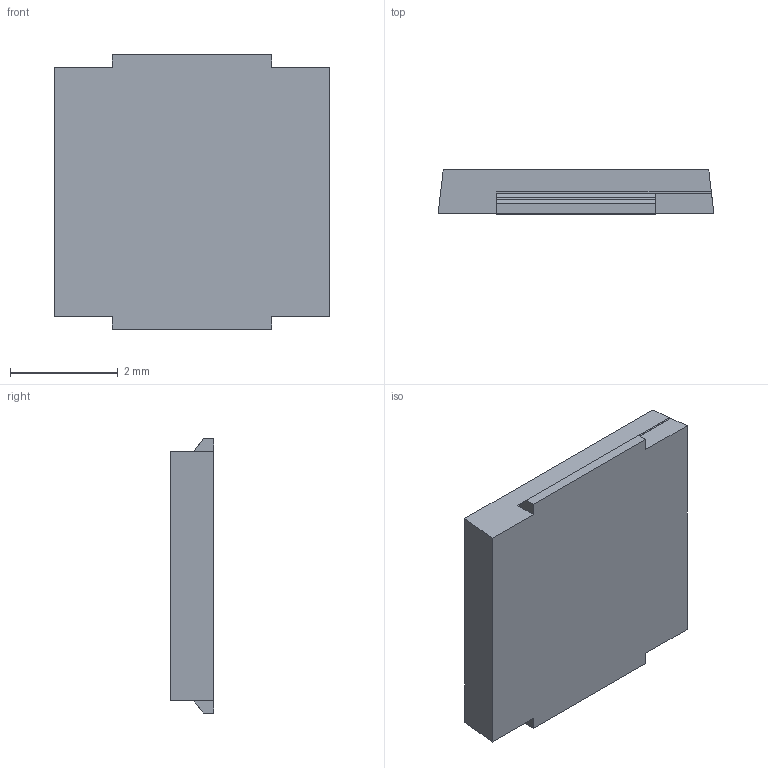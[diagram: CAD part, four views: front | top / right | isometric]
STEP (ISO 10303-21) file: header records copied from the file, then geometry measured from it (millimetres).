
FILE_DESCRIPTION (( 'STEP AP214' ), '1' );
FILE_NAME ('DB 5.STP', '2013-04-04T10:06:06', ( 'murat' ), ( 'Microsoft' ), 'SwSTEP 2.0', 'SolidWorks 2013', '' );
FILE_SCHEMA (( 'AUTOMOTIVE_DESIGN' ));
Length unit declared in the file: millimetre
Products named in the file (1): DB 5
Bounding box: 5.13 x 0.81 x 5.1 mm (x, y, z)
Volume: 19.3 mm3; surface area: 64.7 mm2
Topology: 1 solids, 1 shells, 26 faces, 71 edges, 47 vertices
Faces by surface type: plane 24, cylinder 2
Entity records: 845 total; most frequent: CARTESIAN_POINT 145, ORIENTED_EDGE 142, DIRECTION 129, EDGE_CURVE 71, LINE 67, VECTOR 67, VERTEX_POINT 47, AXIS2_PLACEMENT_3D 31
